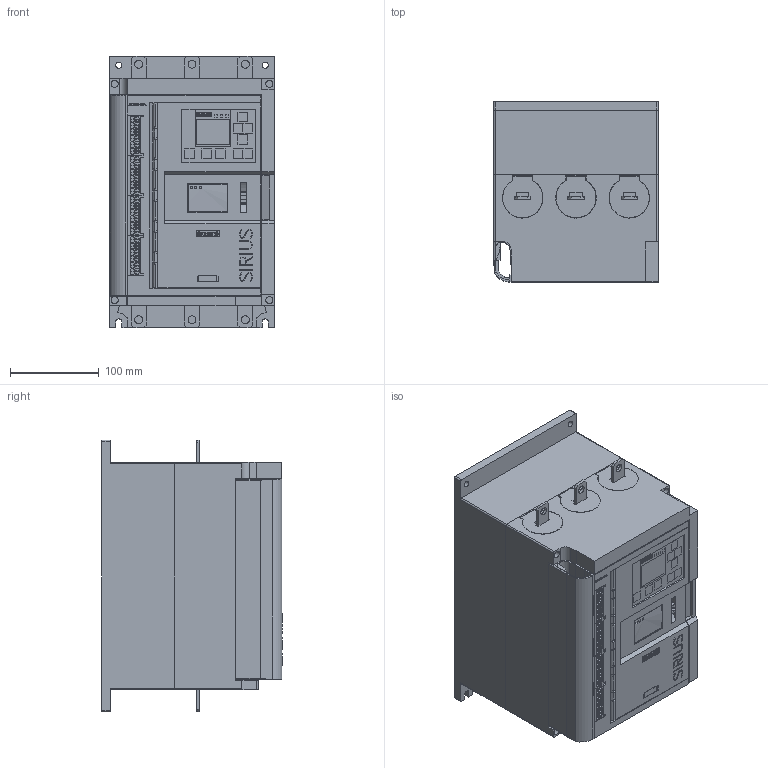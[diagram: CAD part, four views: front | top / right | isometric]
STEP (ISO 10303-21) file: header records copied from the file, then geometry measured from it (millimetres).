
FILE_DESCRIPTION(('no description'),'unknown implementation level');
FILE_NAME('3RW5534-2HA04_3D_v.stp',' ',('SIEMENS A&D'),('CADClick - KiM GmbH - www.kimweb.de'),'unknown preprocess','ACIS','unknown authorization');
FILE_SCHEMA(('automotive_design'));
Length unit declared in the file: millimetre
Products named in the file (1): 1
Bounding box: 185 x 203.5 x 305.6 mm (x, y, z)
Volume: 9078309.2 mm3; surface area: 526251.3 mm2
Topology: 1 solids, 1 shells, 2618 faces, 7317 edges, 4838 vertices
Faces by surface type: plane 1900, cylinder 580, cone 80, torus 50, sphere 8
Entity records: 170654 total; most frequent: CARTESIAN_POINT 20990, STYLED_ITEM 14758, PRESENTATION_STYLE_ASSIGNMENT 14758, COLOUR_RGB 14758, ORIENTED_EDGE 14602, DIRECTION 13597, EDGE_CURVE 7301, CURVE_STYLE 7301
